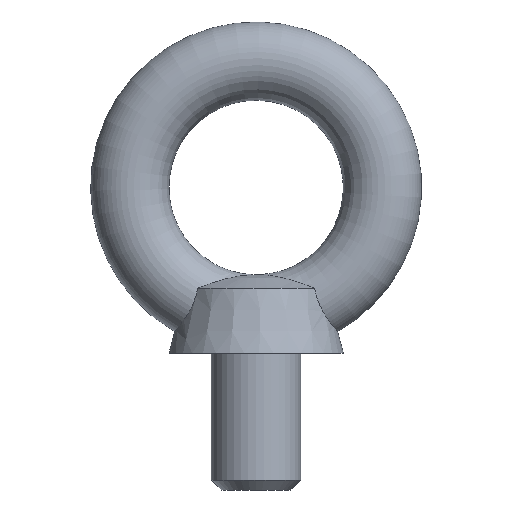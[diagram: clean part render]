
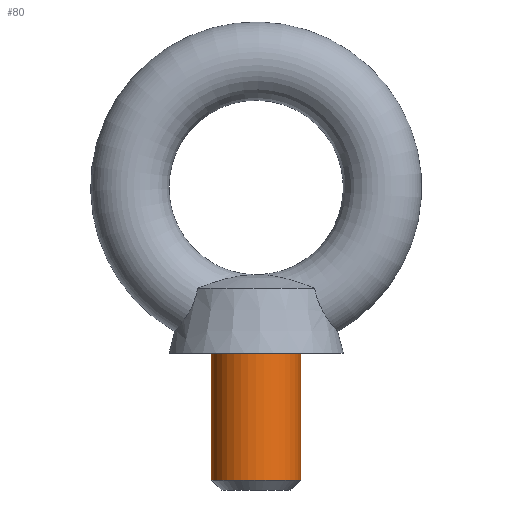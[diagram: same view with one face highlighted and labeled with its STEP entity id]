
A CAD part, front view. The second image highlights one B-rep face of the part: STEP entity #80.
In plain terms, the highlighted cylindrical face has radius 18 mm (diameter 36 mm), a full revolution.
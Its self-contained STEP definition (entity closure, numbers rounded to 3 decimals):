
#80 = ADVANCED_FACE( '', ( #98, #99 ), #100, .T. );
#98 = FACE_OUTER_BOUND( '', #119, .T. );
#99 = FACE_OUTER_BOUND( '', #120, .T. );
#100 = CYLINDRICAL_SURFACE( '', #121, 18. );
#119 = EDGE_LOOP( '', ( #159 ) );
#120 = EDGE_LOOP( '', ( #160 ) );
#121 = AXIS2_PLACEMENT_3D( '', #161, #162, #163 );
#159 = ORIENTED_EDGE( '', *, *, #181, .T. );
#160 = ORIENTED_EDGE( '', *, *, #185, .T. );
#161 = CARTESIAN_POINT( '', ( 0., 0., -121.5 ) );
#162 = DIRECTION( '', ( 0., 0., -1. ) );
#163 = DIRECTION( '', ( 1., 0., 0. ) );
#181 = EDGE_CURVE( '', #199, #199, #200, .T. );
#185 = EDGE_CURVE( '', #205, #205, #206, .T. );
#199 = VERTEX_POINT( '', #426 );
#200 = CIRCLE( '', #427, 18. );
#205 = VERTEX_POINT( '', #432 );
#206 = CIRCLE( '', #433, 18. );
#426 = CARTESIAN_POINT( '', ( 18., 0., -117.5 ) );
#427 = AXIS2_PLACEMENT_3D( '', #437, #438, #439 );
#432 = CARTESIAN_POINT( '', ( -18., 0., -66.5 ) );
#433 = AXIS2_PLACEMENT_3D( '', #449, #450, #451 );
#437 = CARTESIAN_POINT( '', ( 0., 0., -117.5 ) );
#438 = DIRECTION( '', ( 0., 0., 1. ) );
#439 = DIRECTION( '', ( 1., 0., 0. ) );
#449 = CARTESIAN_POINT( '', ( 0., 0., -66.5 ) );
#450 = DIRECTION( '', ( 0., 0., -1. ) );
#451 = DIRECTION( '', ( -1., 0., 0. ) );
